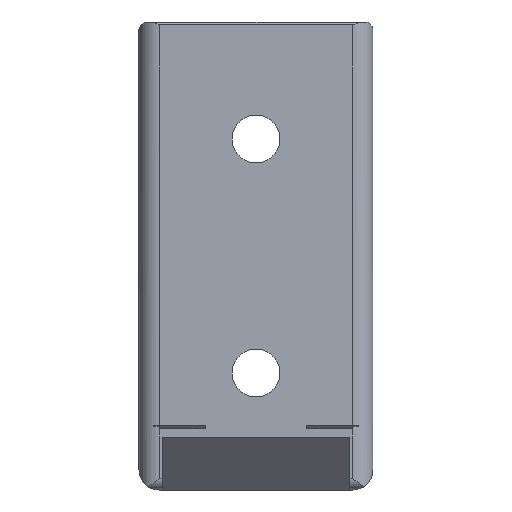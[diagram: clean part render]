
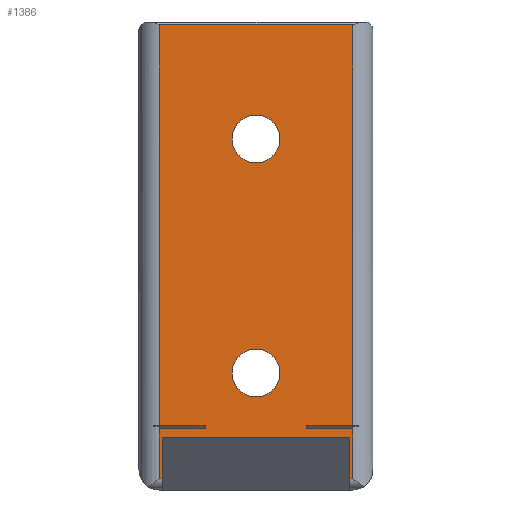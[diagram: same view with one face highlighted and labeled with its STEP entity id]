
A CAD part, left-side view. The second image highlights one B-rep face of the part: STEP entity #1386.
In plain terms, the highlighted planar face has unit normal (-1, 0, 0).
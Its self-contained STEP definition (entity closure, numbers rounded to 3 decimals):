
#21=ELLIPSE('',#1520,12.095,5.398);
#22=ELLIPSE('',#1521,12.095,5.398);
#45=FACE_BOUND('',#225,.T.);
#46=FACE_BOUND('',#226,.T.);
#76=PLANE('',#1519);
#143=FACE_OUTER_BOUND('',#224,.T.);
#224=EDGE_LOOP('',(#1066,#1067,#1068,#1069,#1070,#1071,#1072,#1073,#1074,
#1075,#1076,#1077,#1078,#1079,#1080,#1081));
#225=EDGE_LOOP('',(#1082));
#226=EDGE_LOOP('',(#1083));
#296=LINE('',#2072,#432);
#299=LINE('',#2078,#435);
#301=LINE('',#2085,#437);
#307=LINE('',#2098,#443);
#312=LINE('',#2161,#448);
#321=LINE('',#2191,#457);
#322=LINE('',#2192,#458);
#325=LINE('',#2200,#461);
#327=LINE('',#2205,#463);
#328=LINE('',#2210,#464);
#329=LINE('',#2212,#465);
#330=LINE('',#2214,#466);
#331=LINE('',#2218,#467);
#332=LINE('',#2219,#468);
#432=VECTOR('',#1684,32.);
#435=VECTOR('',#1689,7.);
#437=VECTOR('',#1697,7.);
#443=VECTOR('',#1707,0.5);
#448=VECTOR('',#1734,0.5);
#457=VECTOR('',#1753,68.5);
#458=VECTOR('',#1754,8.435);
#461=VECTOR('',#1761,7.817);
#463=VECTOR('',#1767,7.855);
#464=VECTOR('',#1774,33.);
#465=VECTOR('',#1775,68.5);
#466=VECTOR('',#1776,7.855);
#467=VECTOR('',#1779,7.817);
#468=VECTOR('',#1780,8.435);
#555=CIRCLE('',#1451,4.1);
#557=CIRCLE('',#1454,4.1);
#593=VERTEX_POINT('',#1990);
#595=VERTEX_POINT('',#1996);
#618=VERTEX_POINT('',#2069);
#619=VERTEX_POINT('',#2071);
#621=VERTEX_POINT('',#2077);
#623=VERTEX_POINT('',#2083);
#628=VERTEX_POINT('',#2097);
#639=VERTEX_POINT('',#2154);
#644=VERTEX_POINT('',#2172);
#645=VERTEX_POINT('',#2174);
#649=VERTEX_POINT('',#2184);
#652=VERTEX_POINT('',#2198);
#653=VERTEX_POINT('',#2204);
#654=VERTEX_POINT('',#2209);
#655=VERTEX_POINT('',#2211);
#656=VERTEX_POINT('',#2213);
#657=VERTEX_POINT('',#2215);
#658=VERTEX_POINT('',#2217);
#726=EDGE_CURVE('',#593,#593,#555,.T.);
#729=EDGE_CURVE('',#595,#595,#557,.T.);
#762=EDGE_CURVE('',#619,#618,#296,.T.);
#765=EDGE_CURVE('',#621,#619,#299,.T.);
#769=EDGE_CURVE('',#618,#623,#301,.T.);
#775=EDGE_CURVE('',#621,#628,#307,.T.);
#792=EDGE_CURVE('',#639,#623,#312,.T.);
#804=EDGE_CURVE('',#645,#649,#321,.T.);
#805=EDGE_CURVE('',#639,#644,#322,.T.);
#809=EDGE_CURVE('',#644,#652,#325,.T.);
#811=EDGE_CURVE('',#653,#645,#327,.T.);
#813=EDGE_CURVE('',#652,#653,#21,.T.);
#814=EDGE_CURVE('',#649,#654,#328,.T.);
#815=EDGE_CURVE('',#654,#655,#329,.T.);
#816=EDGE_CURVE('',#655,#656,#330,.T.);
#817=EDGE_CURVE('',#656,#657,#22,.T.);
#818=EDGE_CURVE('',#657,#658,#331,.T.);
#819=EDGE_CURVE('',#658,#628,#332,.T.);
#1066=ORIENTED_EDGE('',*,*,#769,.T.);
#1067=ORIENTED_EDGE('',*,*,#792,.F.);
#1068=ORIENTED_EDGE('',*,*,#805,.T.);
#1069=ORIENTED_EDGE('',*,*,#809,.T.);
#1070=ORIENTED_EDGE('',*,*,#813,.T.);
#1071=ORIENTED_EDGE('',*,*,#811,.T.);
#1072=ORIENTED_EDGE('',*,*,#804,.T.);
#1073=ORIENTED_EDGE('',*,*,#814,.T.);
#1074=ORIENTED_EDGE('',*,*,#815,.T.);
#1075=ORIENTED_EDGE('',*,*,#816,.T.);
#1076=ORIENTED_EDGE('',*,*,#817,.T.);
#1077=ORIENTED_EDGE('',*,*,#818,.T.);
#1078=ORIENTED_EDGE('',*,*,#819,.T.);
#1079=ORIENTED_EDGE('',*,*,#775,.F.);
#1080=ORIENTED_EDGE('',*,*,#765,.T.);
#1081=ORIENTED_EDGE('',*,*,#762,.T.);
#1082=ORIENTED_EDGE('',*,*,#726,.T.);
#1083=ORIENTED_EDGE('',*,*,#729,.T.);
#1386=ADVANCED_FACE('',(#143,#45,#46),#76,.T.);
#1451=AXIS2_PLACEMENT_3D('',#1992,#1589,#1590);
#1454=AXIS2_PLACEMENT_3D('',#1998,#1596,#1597);
#1519=AXIS2_PLACEMENT_3D('',#2207,#1770,#1771);
#1520=AXIS2_PLACEMENT_3D('',#2208,#1772,#1773);
#1521=AXIS2_PLACEMENT_3D('',#2216,#1777,#1778);
#1589=DIRECTION('center_axis',(1.,0.,0.));
#1590=DIRECTION('ref_axis',(0.,-1.,0.));
#1596=DIRECTION('center_axis',(1.,0.,0.));
#1597=DIRECTION('ref_axis',(0.,-1.,0.));
#1684=DIRECTION('',(0.,-1.,0.));
#1689=DIRECTION('',(0.,0.,1.));
#1697=DIRECTION('',(0.,0.,-1.));
#1707=DIRECTION('',(0.,1.,0.));
#1734=DIRECTION('',(0.,1.,0.));
#1753=DIRECTION('',(0.,0.,1.));
#1754=DIRECTION('',(0.,0.,1.));
#1761=DIRECTION('',(0.,1.,0.));
#1767=DIRECTION('',(0.,-1.,0.));
#1770=DIRECTION('center_axis',(-1.,0.,0.));
#1771=DIRECTION('ref_axis',(0.,0.,1.));
#1772=DIRECTION('center_axis',(1.,0.,0.));
#1773=DIRECTION('ref_axis',(0.,0.,1.));
#1774=DIRECTION('',(0.,1.,0.));
#1775=DIRECTION('',(0.,0.,-1.));
#1776=DIRECTION('',(0.,-1.,0.));
#1777=DIRECTION('center_axis',(1.,0.,0.));
#1778=DIRECTION('ref_axis',(0.,0.,-1.));
#1779=DIRECTION('',(0.,1.,0.));
#1780=DIRECTION('',(0.,0.,-1.));
#1990=CARTESIAN_POINT('',(0.,4.1,60.));
#1992=CARTESIAN_POINT('Origin',(0.,0.,60.));
#1996=CARTESIAN_POINT('',(0.,4.1,20.));
#1998=CARTESIAN_POINT('Origin',(0.,0.,20.));
#2069=CARTESIAN_POINT('',(0.,-16.,9.));
#2071=CARTESIAN_POINT('',(0.,16.,9.));
#2072=CARTESIAN_POINT('',(0.,16.,9.));
#2077=CARTESIAN_POINT('',(0.,16.,2.));
#2078=CARTESIAN_POINT('',(0.,16.,2.));
#2083=CARTESIAN_POINT('',(0.,-16.,2.));
#2085=CARTESIAN_POINT('',(0.,-16.,9.));
#2097=CARTESIAN_POINT('',(0.,16.5,2.));
#2098=CARTESIAN_POINT('',(0.,16.,2.));
#2154=CARTESIAN_POINT('',(0.,-16.5,2.));
#2161=CARTESIAN_POINT('',(0.,-16.5,2.));
#2172=CARTESIAN_POINT('',(0.,-16.5,10.435));
#2174=CARTESIAN_POINT('',(0.,-16.5,11.));
#2184=CARTESIAN_POINT('',(0.,-16.5,79.5));
#2191=CARTESIAN_POINT('',(0.,-16.5,11.));
#2192=CARTESIAN_POINT('',(0.,-16.5,2.));
#2198=CARTESIAN_POINT('',(0.,-8.683,10.435));
#2200=CARTESIAN_POINT('',(0.,-16.5,10.435));
#2204=CARTESIAN_POINT('',(0.,-8.645,11.));
#2205=CARTESIAN_POINT('',(0.,-8.645,11.));
#2207=CARTESIAN_POINT('Origin',(0.,-20.,79.5));
#2208=CARTESIAN_POINT('Origin',(0.,-14.,12.519));
#2209=CARTESIAN_POINT('',(0.,16.5,79.5));
#2210=CARTESIAN_POINT('',(0.,-16.5,79.5));
#2211=CARTESIAN_POINT('',(0.,16.5,11.));
#2212=CARTESIAN_POINT('',(0.,16.5,79.5));
#2213=CARTESIAN_POINT('',(0.,8.645,11.));
#2214=CARTESIAN_POINT('',(0.,16.5,11.));
#2215=CARTESIAN_POINT('',(0.,8.683,10.435));
#2216=CARTESIAN_POINT('Origin',(0.,14.,12.519));
#2217=CARTESIAN_POINT('',(0.,16.5,10.435));
#2218=CARTESIAN_POINT('',(0.,8.683,10.435));
#2219=CARTESIAN_POINT('',(0.,16.5,10.435));
